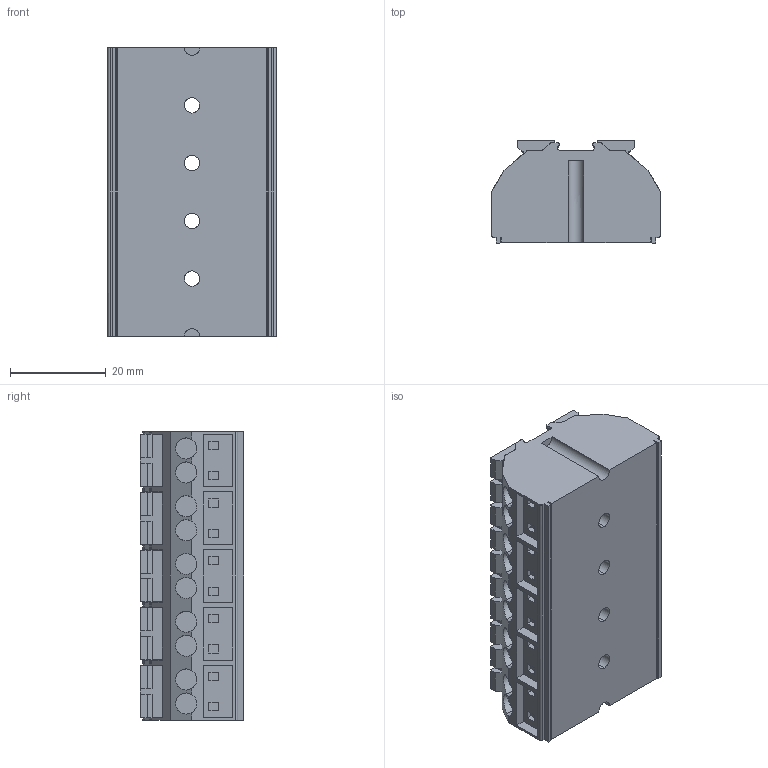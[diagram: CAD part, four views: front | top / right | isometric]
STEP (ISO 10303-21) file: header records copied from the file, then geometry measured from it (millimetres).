
FILE_DESCRIPTION(('FreeCAD Model'),'2;1');
FILE_NAME('Open CASCADE Shape Model','2025-04-30T07:58:36',('FreeCAD'),( 'FreeCAD'),'Open CASCADE STEP processor 7.6','FreeCAD','Unknown');
FILE_SCHEMA(('AUTOMOTIVE_DESIGN { 1 0 10303 214 1 1 1 1 }'));
Length unit declared in the file: millimetre
Products named in the file (1): Open CASCADE STEP translator 7.6 1
Bounding box: 35.1 x 21.46 x 60.17 mm (x, y, z)
Volume: 34539.7 mm3; surface area: 14148.7 mm2
Topology: 1 solids, 1 shells, 831 faces, 2292 edges, 1522 vertices
Faces by surface type: bspline 831
Entity records: 24416 total; most frequent: CARTESIAN_POINT 10837, ORIENTED_EDGE 4584, EDGE_CURVE 2292, B_SPLINE_CURVE_WITH_KNOTS 1894, VERTEX_POINT 1522, FACE_BOUND 898, EDGE_LOOP 898, ADVANCED_FACE 831
